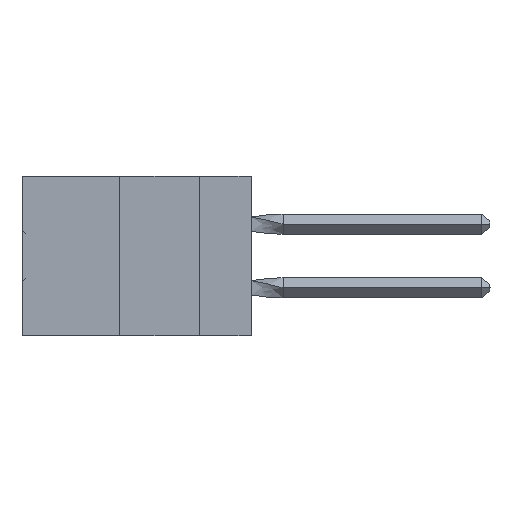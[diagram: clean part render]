
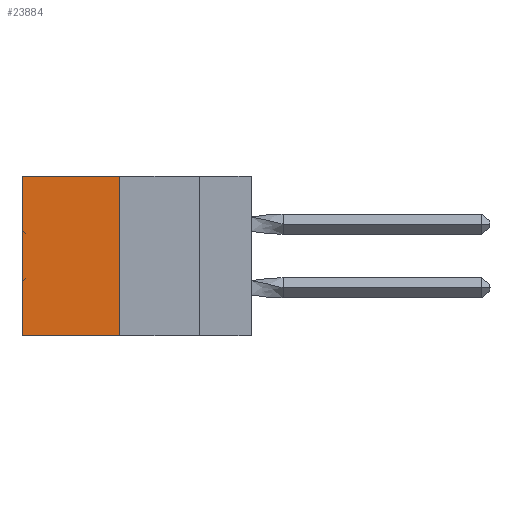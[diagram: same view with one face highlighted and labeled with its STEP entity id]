
A CAD part, left-side view. The second image highlights one B-rep face of the part: STEP entity #23884.
In plain terms, the highlighted planar face has unit normal (-1, 0, 0).
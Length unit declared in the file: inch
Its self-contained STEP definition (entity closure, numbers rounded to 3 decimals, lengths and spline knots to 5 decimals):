
#1325 = EDGE_CURVE ( 'NONE', #48107, #16002, #11651, .T. ) ;
#7112 = CARTESIAN_POINT ( 'NONE',  ( 0.305, 0.72, 0. ) ) ;
#8527 = CARTESIAN_POINT ( 'NONE',  ( 0.305, 0.413, -0.5 ) ) ;
#10233 = LINE ( 'NONE', #45677, #46081 ) ;
#10463 = CARTESIAN_POINT ( 'NONE',  ( 0.305, 0.413, 0. ) ) ;
#11651 = LINE ( 'NONE', #61300, #48238 ) ;
#12016 = PLANE ( 'NONE',  #26939 ) ;
#12930 = ORIENTED_EDGE ( 'NONE', *, *, #43821, .T. ) ;
#14503 = EDGE_CURVE ( 'NONE', #30800, #48107, #61801, .T. ) ;
#16002 = VERTEX_POINT ( 'NONE', #55626 ) ;
#16508 = ORIENTED_EDGE ( 'NONE', *, *, #14503, .F. ) ;
#17889 = DIRECTION ( 'NONE',  ( 0., 1., 0. ) ) ;
#21379 = DIRECTION ( 'NONE',  ( 0., 0., -1. ) ) ;
#22908 = EDGE_LOOP ( 'NONE', ( #12930, #61220, #16508, #50193 ) ) ;
#23884 = ADVANCED_FACE ( 'NONE', ( #41021 ), #12016, .F. ) ;
#26939 = AXIS2_PLACEMENT_3D ( 'NONE', #59578, #44989, #21379 ) ;
#28998 = VERTEX_POINT ( 'NONE', #7112 ) ;
#30800 = VERTEX_POINT ( 'NONE', #10463 ) ;
#39537 = LINE ( 'NONE', #47242, #51434 ) ;
#41021 = FACE_OUTER_BOUND ( 'NONE', #22908, .T. ) ;
#43821 = EDGE_CURVE ( 'NONE', #28998, #16002, #39537, .T. ) ;
#44989 = DIRECTION ( 'NONE',  ( 1., 0., 0. ) ) ;
#45677 = CARTESIAN_POINT ( 'NONE',  ( 0.305, 0.413, 0. ) ) ;
#46081 = VECTOR ( 'NONE', #60058, 39.37008 ) ;
#47242 = CARTESIAN_POINT ( 'NONE',  ( 0.305, 0.72, -0.5 ) ) ;
#48107 = VERTEX_POINT ( 'NONE', #50791 ) ;
#48238 = VECTOR ( 'NONE', #17889, 39.37008 ) ;
#50193 = ORIENTED_EDGE ( 'NONE', *, *, #54721, .T. ) ;
#50791 = CARTESIAN_POINT ( 'NONE',  ( 0.305, 0.413, -0.5 ) ) ;
#51434 = VECTOR ( 'NONE', #56831, 39.37008 ) ;
#54721 = EDGE_CURVE ( 'NONE', #30800, #28998, #10233, .T. ) ;
#55626 = CARTESIAN_POINT ( 'NONE',  ( 0.305, 0.72, -0.5 ) ) ;
#55807 = VECTOR ( 'NONE', #61497, 39.37008 ) ;
#56831 = DIRECTION ( 'NONE',  ( 0., 0., -1. ) ) ;
#59578 = CARTESIAN_POINT ( 'NONE',  ( 0.305, 0.413, -0.5 ) ) ;
#60058 = DIRECTION ( 'NONE',  ( 0., 1., 0. ) ) ;
#61220 = ORIENTED_EDGE ( 'NONE', *, *, #1325, .F. ) ;
#61300 = CARTESIAN_POINT ( 'NONE',  ( 0.305, 0.413, -0.5 ) ) ;
#61497 = DIRECTION ( 'NONE',  ( 0., 0., -1. ) ) ;
#61801 = LINE ( 'NONE', #8527, #55807 ) ;
